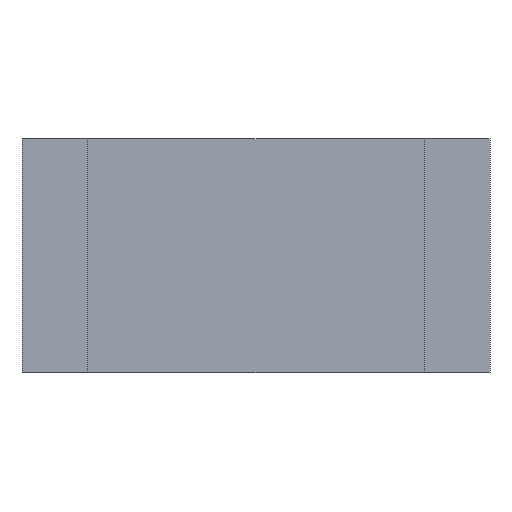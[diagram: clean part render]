
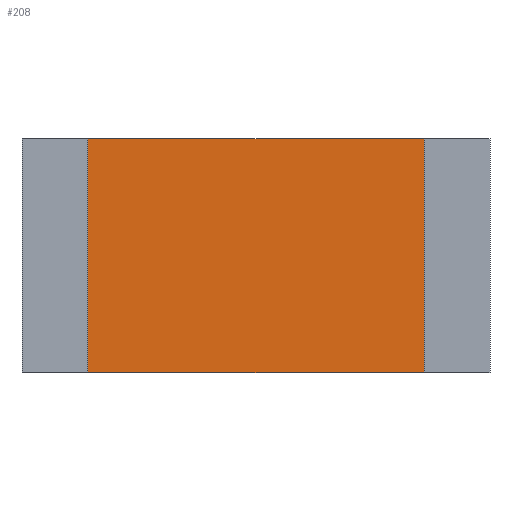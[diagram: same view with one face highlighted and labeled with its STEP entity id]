
A CAD part, front view. The second image highlights one B-rep face of the part: STEP entity #208.
In plain terms, the highlighted planar face has unit normal (0, -1, 0).
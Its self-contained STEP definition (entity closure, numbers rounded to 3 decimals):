
#1=DIRECTION('',(0.,0.,-1.));
#2=VECTOR('',#1,3.2);
#3=CARTESIAN_POINT('',(2.3,-0.25,1.6));
#4=LINE('',#3,#2);
#5=DIRECTION('',(-1.,0.,0.));
#6=VECTOR('',#5,4.6);
#7=CARTESIAN_POINT('',(2.3,-0.25,-1.6));
#8=LINE('',#7,#6);
#9=DIRECTION('',(0.,0.,-1.));
#10=VECTOR('',#9,3.2);
#11=CARTESIAN_POINT('',(-2.3,-0.25,1.6));
#12=LINE('',#11,#10);
#13=DIRECTION('',(1.,0.,0.));
#14=VECTOR('',#13,4.6);
#15=CARTESIAN_POINT('',(-2.3,-0.25,1.6));
#16=LINE('',#15,#14);
#177=CARTESIAN_POINT('',(2.3,-0.25,1.6));
#178=CARTESIAN_POINT('',(2.3,-0.25,-1.6));
#179=VERTEX_POINT('',#177);
#180=VERTEX_POINT('',#178);
#181=CARTESIAN_POINT('',(-2.3,-0.25,1.6));
#182=CARTESIAN_POINT('',(-2.3,-0.25,-1.6));
#183=VERTEX_POINT('',#181);
#184=VERTEX_POINT('',#182);
#193=CARTESIAN_POINT('',(0.,-0.25,0.));
#194=DIRECTION('',(0.,1.,0.));
#195=DIRECTION('',(1.,0.,0.));
#196=AXIS2_PLACEMENT_3D('',#193,#194,#195);
#197=PLANE('',#196);
#199=ORIENTED_EDGE('',*,*,#198,.T.);
#201=ORIENTED_EDGE('',*,*,#200,.T.);
#203=ORIENTED_EDGE('',*,*,#202,.F.);
#205=ORIENTED_EDGE('',*,*,#204,.T.);
#206=EDGE_LOOP('',(#199,#201,#203,#205));
#207=FACE_OUTER_BOUND('',#206,.F.);
#198=EDGE_CURVE('',#179,#180,#4,.T.);
#200=EDGE_CURVE('',#180,#184,#8,.T.);
#202=EDGE_CURVE('',#183,#184,#12,.T.);
#204=EDGE_CURVE('',#183,#179,#16,.T.);
#208=ADVANCED_FACE('',(#207),#197,.F.);
